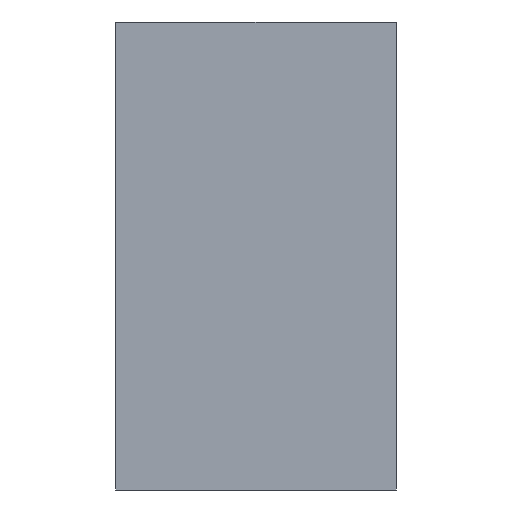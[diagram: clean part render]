
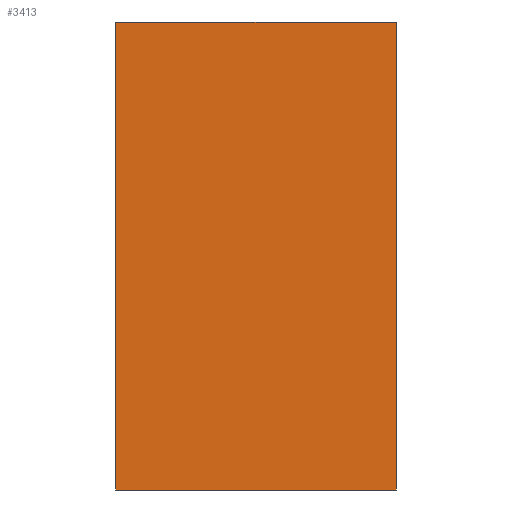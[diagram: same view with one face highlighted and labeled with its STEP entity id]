
A CAD part, front view. The second image highlights one B-rep face of the part: STEP entity #3413.
In plain terms, the highlighted planar face has unit normal (0, -1, 0).
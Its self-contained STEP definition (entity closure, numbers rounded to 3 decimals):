
#3315 = EDGE_CURVE('',#3316,#3318,#3320,.T.);
#3316 = VERTEX_POINT('',#3317);
#3317 = CARTESIAN_POINT('',(1.5,0.,2.5));
#3318 = VERTEX_POINT('',#3319);
#3319 = CARTESIAN_POINT('',(1.5,0.,-2.5));
#3320 = LINE('',#3321,#3322);
#3321 = CARTESIAN_POINT('',(1.5,0.,2.5));
#3322 = VECTOR('',#3323,1.);
#3323 = DIRECTION('',(0.,0.,-1.));
#3347 = EDGE_CURVE('',#3318,#3348,#3350,.T.);
#3348 = VERTEX_POINT('',#3349);
#3349 = CARTESIAN_POINT('',(-1.5,0.,-2.5));
#3350 = LINE('',#3351,#3352);
#3351 = CARTESIAN_POINT('',(-1.5,0.,-2.5));
#3352 = VECTOR('',#3353,1.);
#3353 = DIRECTION('',(-1.,-0.,-0.));
#3374 = EDGE_CURVE('',#3348,#3375,#3377,.T.);
#3375 = VERTEX_POINT('',#3376);
#3376 = CARTESIAN_POINT('',(-1.5,0.,2.5));
#3377 = LINE('',#3378,#3379);
#3378 = CARTESIAN_POINT('',(-1.5,0.,2.5));
#3379 = VECTOR('',#3380,1.);
#3380 = DIRECTION('',(0.,0.,1.));
#3399 = EDGE_CURVE('',#3375,#3316,#3400,.T.);
#3400 = LINE('',#3401,#3402);
#3401 = CARTESIAN_POINT('',(-1.5,0.,2.5));
#3402 = VECTOR('',#3403,1.);
#3403 = DIRECTION('',(1.,0.,0.));
#3413 = ADVANCED_FACE('',(#3414),#3420,.T.);
#3414 = FACE_BOUND('',#3415,.T.);
#3415 = EDGE_LOOP('',(#3416,#3417,#3418,#3419));
#3416 = ORIENTED_EDGE('',*,*,#3315,.F.);
#3417 = ORIENTED_EDGE('',*,*,#3399,.F.);
#3418 = ORIENTED_EDGE('',*,*,#3374,.F.);
#3419 = ORIENTED_EDGE('',*,*,#3347,.F.);
#3420 = PLANE('',#3421);
#3421 = AXIS2_PLACEMENT_3D('',#3422,#3423,#3424);
#3422 = CARTESIAN_POINT('',(0.,0.,0.));
#3423 = DIRECTION('',(0.,-1.,0.));
#3424 = DIRECTION('',(0.,0.,-1.));
